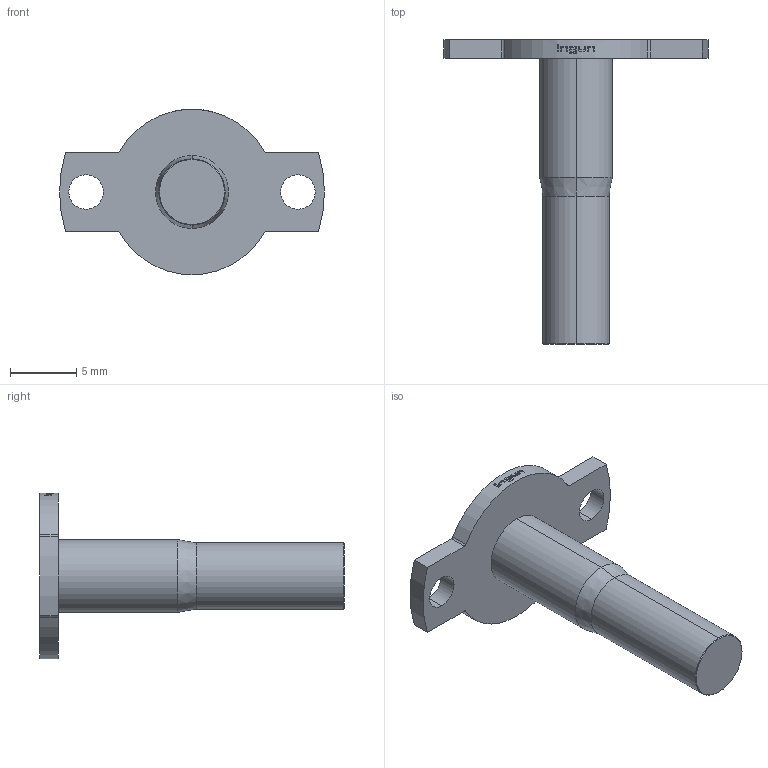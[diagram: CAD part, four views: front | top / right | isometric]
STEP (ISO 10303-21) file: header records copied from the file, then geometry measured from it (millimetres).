
FILE_DESCRIPTION (( 'STEP AP203' ), '1' );
FILE_NAME ('INGUN_KS-810_M5-F.STEP', '2022-02-09T05:36:47', ( 'ochi' ), ( '' ), 'SwSTEP 2.0', 'SolidWorks 2018', '' );
FILE_SCHEMA (( 'CONFIG_CONTROL_DESIGN' ));
Length unit declared in the file: millimetre
Products named in the file (1): INGUN_KS-810_M5-F
Bounding box: 20 x 23 x 12.5 mm (x, y, z)
Volume: 576.6 mm3; surface area: 805.6 mm2
Topology: 1 solids, 1 shells, 102 faces, 267 edges, 176 vertices
Faces by surface type: bspline 37, plane 34, cylinder 25, cone 6
Entity records: 4184 total; most frequent: CARTESIAN_POINT 2021, ORIENTED_EDGE 534, EDGE_CURVE 267, DIRECTION 257, B_SPLINE_CURVE_WITH_KNOTS 186, VERTEX_POINT 176, EDGE_LOOP 115, AXIS2_PLACEMENT_3D 110
